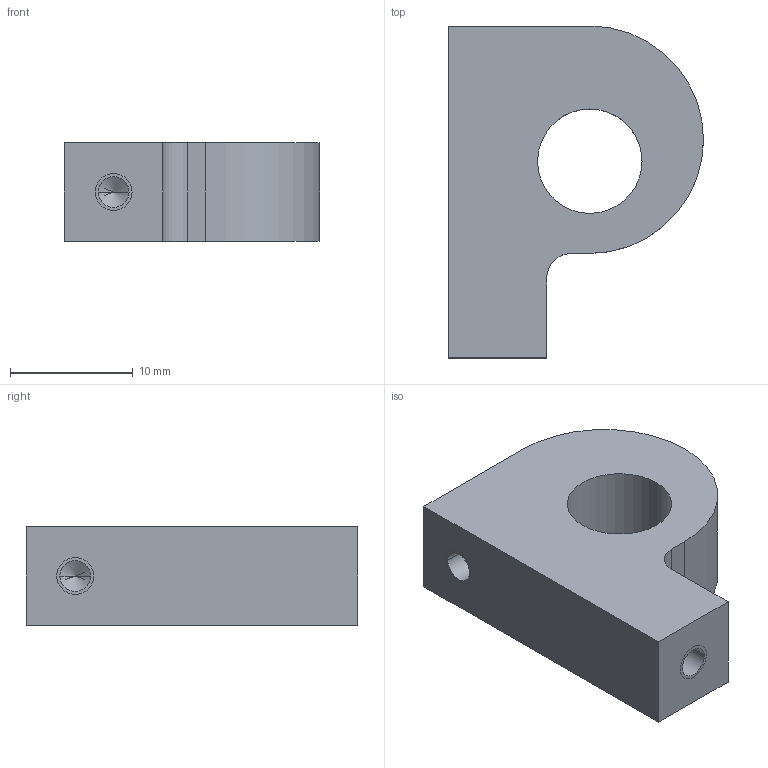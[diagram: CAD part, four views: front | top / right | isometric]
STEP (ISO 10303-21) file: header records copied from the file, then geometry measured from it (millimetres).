
FILE_DESCRIPTION((''),'2;1');
FILE_NAME('PRT0002','2019-07-05T11:03:41',('andres'),(''),'CREO PARAMETRIC BY PTC INC, 2018500','CREO PARAMETRIC BY PTC INC, 2018500','');
FILE_SCHEMA(('CONFIG_CONTROL_DESIGN'));
Length unit declared in the file: millimetre
Products named in the file (1): PRT0002
Bounding box: 20.75 x 27 x 8 mm (x, y, z)
Volume: 2798 mm3; surface area: 1862.6 mm2
Topology: 1 solids, 3 shells, 25 faces, 63 edges, 40 vertices
Faces by surface type: cylinder 12, plane 9, cone 4
Entity records: 782 total; most frequent: DIRECTION 139, CARTESIAN_POINT 125, ORIENTED_EDGE 110, EDGE_CURVE 59, AXIS2_PLACEMENT_3D 54, VERTEX_POINT 40, VECTOR 31, LINE 31
